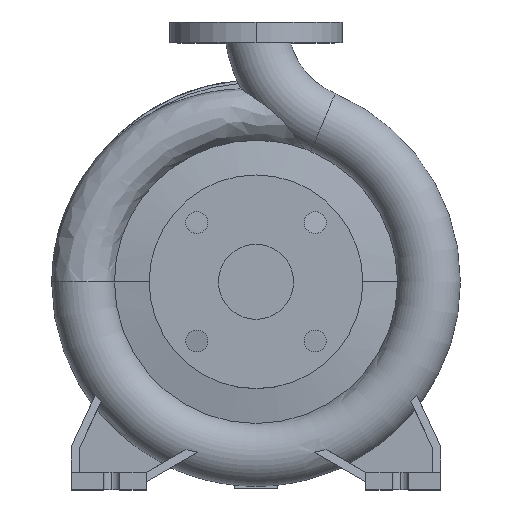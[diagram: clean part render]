
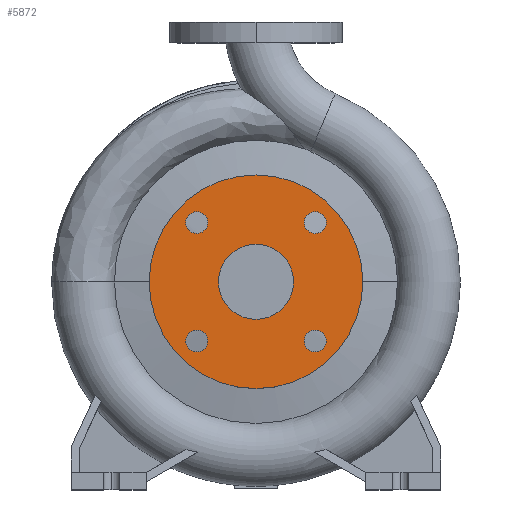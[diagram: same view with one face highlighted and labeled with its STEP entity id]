
A CAD part, top view. The second image highlights one B-rep face of the part: STEP entity #5872.
In plain terms, the highlighted planar face has unit normal (0, 0, 1).
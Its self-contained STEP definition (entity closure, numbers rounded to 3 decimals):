
#151 = VERTEX_POINT ( 'NONE', #12576 ) ;
#174 = CARTESIAN_POINT ( 'NONE',  ( 51.265, -51.265, 100. ) ) ;
#377 = VERTEX_POINT ( 'NONE', #4623 ) ;
#440 = AXIS2_PLACEMENT_3D ( 'NONE', #4647, #3507, #11096 ) ;
#464 = FACE_BOUND ( 'NONE', #6619, .T. ) ;
#532 = DIRECTION ( 'NONE',  ( 0., 0., 1. ) ) ;
#562 = CARTESIAN_POINT ( 'NONE',  ( 0., 0., 100. ) ) ;
#640 = VERTEX_POINT ( 'NONE', #7244 ) ;
#1056 = VERTEX_POINT ( 'NONE', #6289 ) ;
#1139 = EDGE_LOOP ( 'NONE', ( #8469, #9295 ) ) ;
#1199 = ORIENTED_EDGE ( 'NONE', *, *, #7515, .F. ) ;
#1231 = DIRECTION ( 'NONE',  ( 0., 0., 1. ) ) ;
#1240 = DIRECTION ( 'NONE',  ( -1., 0., 0. ) ) ;
#1368 = DIRECTION ( 'NONE',  ( 1., 0., 0. ) ) ;
#1391 = DIRECTION ( 'NONE',  ( 0., 0., 1. ) ) ;
#1450 = CARTESIAN_POINT ( 'NONE',  ( -51.265, -51.265, 100. ) ) ;
#1479 = CARTESIAN_POINT ( 'NONE',  ( -51.265, 51.265, 100. ) ) ;
#1507 = DIRECTION ( 'NONE',  ( 0., 0., 1. ) ) ;
#1558 = CIRCLE ( 'NONE', #11954, 9.5 ) ;
#1752 = EDGE_CURVE ( 'NONE', #13011, #2246, #10317, .T. ) ;
#1868 = CIRCLE ( 'NONE', #7525, 9.5 ) ;
#2056 = CARTESIAN_POINT ( 'NONE',  ( 0., 0., 100. ) ) ;
#2238 = EDGE_CURVE ( 'NONE', #2246, #13011, #12389, .T. ) ;
#2246 = VERTEX_POINT ( 'NONE', #4179 ) ;
#2376 = CARTESIAN_POINT ( 'NONE',  ( 51.265, 51.265, 100. ) ) ;
#2379 = EDGE_CURVE ( 'NONE', #151, #377, #9451, .T. ) ;
#2577 = DIRECTION ( 'NONE',  ( 0., 0., -1. ) ) ;
#2640 = CARTESIAN_POINT ( 'NONE',  ( 0., 0., 100. ) ) ;
#2737 = EDGE_CURVE ( 'NONE', #1056, #3430, #13529, .T. ) ;
#2801 = EDGE_CURVE ( 'NONE', #11593, #640, #11945, .T. ) ;
#2966 = AXIS2_PLACEMENT_3D ( 'NONE', #12073, #2577, #1240 ) ;
#3115 = DIRECTION ( 'NONE',  ( 1., 0., 0. ) ) ;
#3181 = CARTESIAN_POINT ( 'NONE',  ( 0., 0., 100. ) ) ;
#3191 = EDGE_CURVE ( 'NONE', #12041, #6514, #1558, .T. ) ;
#3317 = CIRCLE ( 'NONE', #11007, 9.5 ) ;
#3354 = FACE_OUTER_BOUND ( 'NONE', #1139, .T. ) ;
#3430 = VERTEX_POINT ( 'NONE', #11619 ) ;
#3447 = CARTESIAN_POINT ( 'NONE',  ( -60.765, -51.265, 100. ) ) ;
#3507 = DIRECTION ( 'NONE',  ( 0., 0., 1. ) ) ;
#3559 = EDGE_CURVE ( 'NONE', #377, #151, #13313, .T. ) ;
#3563 = FACE_BOUND ( 'NONE', #5784, .T. ) ;
#3868 = DIRECTION ( 'NONE',  ( 0., 0., 1. ) ) ;
#4061 = EDGE_CURVE ( 'NONE', #13826, #6706, #6529, .T. ) ;
#4179 = CARTESIAN_POINT ( 'NONE',  ( 92.5, 0., 100. ) ) ;
#4514 = ORIENTED_EDGE ( 'NONE', *, *, #13838, .F. ) ;
#4623 = CARTESIAN_POINT ( 'NONE',  ( -32.5, 0., 100. ) ) ;
#4647 = CARTESIAN_POINT ( 'NONE',  ( -51.265, -51.265, 100. ) ) ;
#4715 = AXIS2_PLACEMENT_3D ( 'NONE', #3181, #8637, #3115 ) ;
#4811 = ORIENTED_EDGE ( 'NONE', *, *, #5960, .F. ) ;
#4841 = DIRECTION ( 'NONE',  ( 1., 0., 0. ) ) ;
#4954 = ORIENTED_EDGE ( 'NONE', *, *, #2801, .F. ) ;
#5165 = AXIS2_PLACEMENT_3D ( 'NONE', #8407, #12811, #12739 ) ;
#5545 = DIRECTION ( 'NONE',  ( 1., 0., 0. ) ) ;
#5616 = CARTESIAN_POINT ( 'NONE',  ( 51.265, 51.265, 100. ) ) ;
#5720 = ORIENTED_EDGE ( 'NONE', *, *, #4061, .F. ) ;
#5784 = EDGE_LOOP ( 'NONE', ( #7908, #1199 ) ) ;
#5794 = DIRECTION ( 'NONE',  ( 0., 0., 1. ) ) ;
#5872 = ADVANCED_FACE ( 'NONE', ( #3563, #9023, #7893, #464, #3354, #10939 ), #13138, .F. ) ;
#5960 = EDGE_CURVE ( 'NONE', #6706, #13826, #12928, .T. ) ;
#5971 = AXIS2_PLACEMENT_3D ( 'NONE', #5616, #12205, #7953 ) ;
#6138 = DIRECTION ( 'NONE',  ( 1., 0., 0. ) ) ;
#6289 = CARTESIAN_POINT ( 'NONE',  ( -41.765, 51.265, 100. ) ) ;
#6514 = VERTEX_POINT ( 'NONE', #12540 ) ;
#6529 = CIRCLE ( 'NONE', #440, 9.5 ) ;
#6619 = EDGE_LOOP ( 'NONE', ( #11948, #8364 ) ) ;
#6683 = AXIS2_PLACEMENT_3D ( 'NONE', #2640, #532, #4841 ) ;
#6706 = VERTEX_POINT ( 'NONE', #3447 ) ;
#6890 = CARTESIAN_POINT ( 'NONE',  ( -41.765, -51.265, 100. ) ) ;
#6955 = AXIS2_PLACEMENT_3D ( 'NONE', #2056, #11692, #12896 ) ;
#7244 = CARTESIAN_POINT ( 'NONE',  ( 41.765, 51.265, 100. ) ) ;
#7515 = EDGE_CURVE ( 'NONE', #6514, #12041, #1868, .T. ) ;
#7525 = AXIS2_PLACEMENT_3D ( 'NONE', #174, #1507, #1368 ) ;
#7893 = FACE_BOUND ( 'NONE', #12037, .T. ) ;
#7908 = ORIENTED_EDGE ( 'NONE', *, *, #3191, .F. ) ;
#7953 = DIRECTION ( 'NONE',  ( 1., 0., 0. ) ) ;
#8063 = DIRECTION ( 'NONE',  ( 1., 0., 0. ) ) ;
#8364 = ORIENTED_EDGE ( 'NONE', *, *, #3559, .F. ) ;
#8407 = CARTESIAN_POINT ( 'NONE',  ( -51.265, 51.265, 100. ) ) ;
#8469 = ORIENTED_EDGE ( 'NONE', *, *, #2238, .T. ) ;
#8597 = CARTESIAN_POINT ( 'NONE',  ( 51.265, -51.265, 100. ) ) ;
#8637 = DIRECTION ( 'NONE',  ( 0., 0., 1. ) ) ;
#9002 = AXIS2_PLACEMENT_3D ( 'NONE', #2376, #1391, #11944 ) ;
#9023 = FACE_BOUND ( 'NONE', #12737, .T. ) ;
#9038 = ORIENTED_EDGE ( 'NONE', *, *, #11581, .F. ) ;
#9295 = ORIENTED_EDGE ( 'NONE', *, *, #1752, .T. ) ;
#9451 = CIRCLE ( 'NONE', #10575, 32.5 ) ;
#10151 = EDGE_LOOP ( 'NONE', ( #5720, #4811 ) ) ;
#10317 = CIRCLE ( 'NONE', #6683, 92.5 ) ;
#10555 = CARTESIAN_POINT ( 'NONE',  ( -92.5, 0., 100. ) ) ;
#10575 = AXIS2_PLACEMENT_3D ( 'NONE', #562, #3868, #6138 ) ;
#10698 = CIRCLE ( 'NONE', #5971, 9.5 ) ;
#10939 = FACE_BOUND ( 'NONE', #10151, .T. ) ;
#11007 = AXIS2_PLACEMENT_3D ( 'NONE', #1479, #5794, #8063 ) ;
#11096 = DIRECTION ( 'NONE',  ( 1., 0., 0. ) ) ;
#11581 = EDGE_CURVE ( 'NONE', #3430, #1056, #3317, .T. ) ;
#11593 = VERTEX_POINT ( 'NONE', #12390 ) ;
#11619 = CARTESIAN_POINT ( 'NONE',  ( -60.765, 51.265, 100. ) ) ;
#11692 = DIRECTION ( 'NONE',  ( 0., 0., 1. ) ) ;
#11944 = DIRECTION ( 'NONE',  ( 1., 0., 0. ) ) ;
#11945 = CIRCLE ( 'NONE', #9002, 9.5 ) ;
#11948 = ORIENTED_EDGE ( 'NONE', *, *, #2379, .F. ) ;
#11954 = AXIS2_PLACEMENT_3D ( 'NONE', #8597, #1231, #5545 ) ;
#12037 = EDGE_LOOP ( 'NONE', ( #4954, #4514 ) ) ;
#12041 = VERTEX_POINT ( 'NONE', #13431 ) ;
#12073 = CARTESIAN_POINT ( 'NONE',  ( 0., 92.5, 100. ) ) ;
#12205 = DIRECTION ( 'NONE',  ( 0., 0., 1. ) ) ;
#12389 = CIRCLE ( 'NONE', #6955, 92.5 ) ;
#12390 = CARTESIAN_POINT ( 'NONE',  ( 60.765, 51.265, 100. ) ) ;
#12498 = DIRECTION ( 'NONE',  ( 1., 0., 0. ) ) ;
#12540 = CARTESIAN_POINT ( 'NONE',  ( 41.765, -51.265, 100. ) ) ;
#12576 = CARTESIAN_POINT ( 'NONE',  ( 32.5, 0., 100. ) ) ;
#12634 = ORIENTED_EDGE ( 'NONE', *, *, #2737, .F. ) ;
#12737 = EDGE_LOOP ( 'NONE', ( #12634, #9038 ) ) ;
#12739 = DIRECTION ( 'NONE',  ( 1., 0., 0. ) ) ;
#12811 = DIRECTION ( 'NONE',  ( 0., 0., 1. ) ) ;
#12896 = DIRECTION ( 'NONE',  ( 1., 0., 0. ) ) ;
#12916 = AXIS2_PLACEMENT_3D ( 'NONE', #1450, #13348, #12498 ) ;
#12928 = CIRCLE ( 'NONE', #12916, 9.5 ) ;
#13011 = VERTEX_POINT ( 'NONE', #10555 ) ;
#13138 = PLANE ( 'NONE',  #2966 ) ;
#13313 = CIRCLE ( 'NONE', #4715, 32.5 ) ;
#13348 = DIRECTION ( 'NONE',  ( 0., 0., 1. ) ) ;
#13431 = CARTESIAN_POINT ( 'NONE',  ( 60.765, -51.265, 100. ) ) ;
#13529 = CIRCLE ( 'NONE', #5165, 9.5 ) ;
#13826 = VERTEX_POINT ( 'NONE', #6890 ) ;
#13838 = EDGE_CURVE ( 'NONE', #640, #11593, #10698, .T. ) ;
